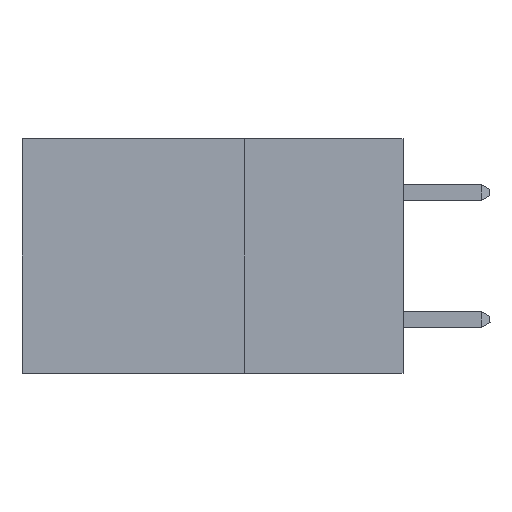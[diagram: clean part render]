
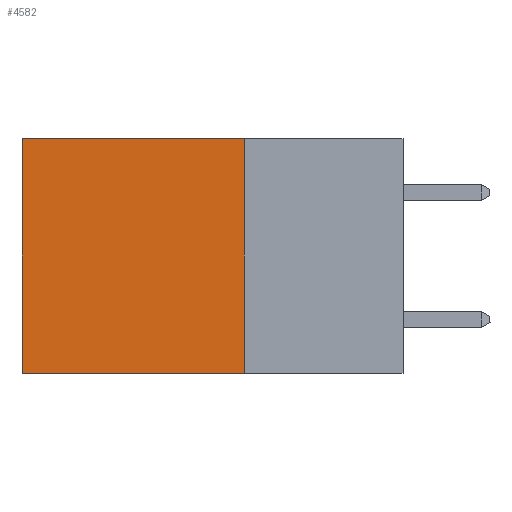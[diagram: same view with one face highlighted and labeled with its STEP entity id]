
A CAD part, left-side view. The second image highlights one B-rep face of the part: STEP entity #4582.
In plain terms, the highlighted planar face has unit normal (-1, 0, 0).
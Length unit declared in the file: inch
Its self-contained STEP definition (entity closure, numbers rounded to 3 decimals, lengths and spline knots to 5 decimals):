
#267 = CARTESIAN_POINT ( 'NONE',  ( 0.2875, 0.25, 0. ) ) ;
#1647 = DIRECTION ( 'NONE',  ( 0., 1., 0. ) ) ;
#3202 = ORIENTED_EDGE ( 'NONE', *, *, #15745, .F. ) ;
#4582 = ADVANCED_FACE ( 'NONE', ( #16962 ), #17589, .F. ) ;
#4741 = LINE ( 'NONE', #267, #11766 ) ;
#5164 = DIRECTION ( 'NONE',  ( 0., 0., -1. ) ) ;
#5947 = EDGE_CURVE ( 'NONE', #25187, #20213, #20744, .T. ) ;
#7728 = CARTESIAN_POINT ( 'NONE',  ( 0.2875, 0.6, 0. ) ) ;
#7920 = EDGE_LOOP ( 'NONE', ( #16179, #3202, #21859, #27228 ) ) ;
#9495 = VECTOR ( 'NONE', #5164, 39.37008 ) ;
#9574 = CARTESIAN_POINT ( 'NONE',  ( 0.2875, 0.25, 0. ) ) ;
#9845 = EDGE_CURVE ( 'NONE', #25187, #24807, #4741, .T. ) ;
#11172 = DIRECTION ( 'NONE',  ( 0., 1., 0. ) ) ;
#11766 = VECTOR ( 'NONE', #1647, 39.37008 ) ;
#11874 = CARTESIAN_POINT ( 'NONE',  ( 0.2875, 0.6, 0. ) ) ;
#12502 = VECTOR ( 'NONE', #27969, 39.37008 ) ;
#12840 = LINE ( 'NONE', #7728, #12502 ) ;
#15159 = DIRECTION ( 'NONE',  ( 0., 0., -1. ) ) ;
#15745 = EDGE_CURVE ( 'NONE', #20213, #18437, #28638, .T. ) ;
#15865 = CARTESIAN_POINT ( 'NONE',  ( 0.2875, 0.25, -0.37 ) ) ;
#16179 = ORIENTED_EDGE ( 'NONE', *, *, #18937, .T. ) ;
#16962 = FACE_OUTER_BOUND ( 'NONE', #7920, .T. ) ;
#17208 = CARTESIAN_POINT ( 'NONE',  ( 0.2875, 0.25, 0. ) ) ;
#17240 = CARTESIAN_POINT ( 'NONE',  ( 0.2875, 0.6, -0.37 ) ) ;
#17589 = PLANE ( 'NONE',  #28969 ) ;
#17592 = CARTESIAN_POINT ( 'NONE',  ( 0.2875, 0.25, -0.37 ) ) ;
#18067 = VECTOR ( 'NONE', #11172, 39.37008 ) ;
#18437 = VERTEX_POINT ( 'NONE', #17240 ) ;
#18937 = EDGE_CURVE ( 'NONE', #24807, #18437, #12840, .T. ) ;
#20213 = VERTEX_POINT ( 'NONE', #17592 ) ;
#20744 = LINE ( 'NONE', #9574, #9495 ) ;
#21859 = ORIENTED_EDGE ( 'NONE', *, *, #5947, .F. ) ;
#24807 = VERTEX_POINT ( 'NONE', #11874 ) ;
#25187 = VERTEX_POINT ( 'NONE', #27353 ) ;
#26371 = DIRECTION ( 'NONE',  ( 1., 0., 0. ) ) ;
#27228 = ORIENTED_EDGE ( 'NONE', *, *, #9845, .T. ) ;
#27353 = CARTESIAN_POINT ( 'NONE',  ( 0.2875, 0.25, 0. ) ) ;
#27969 = DIRECTION ( 'NONE',  ( 0., 0., -1. ) ) ;
#28638 = LINE ( 'NONE', #15865, #18067 ) ;
#28969 = AXIS2_PLACEMENT_3D ( 'NONE', #17208, #26371, #15159 ) ;
